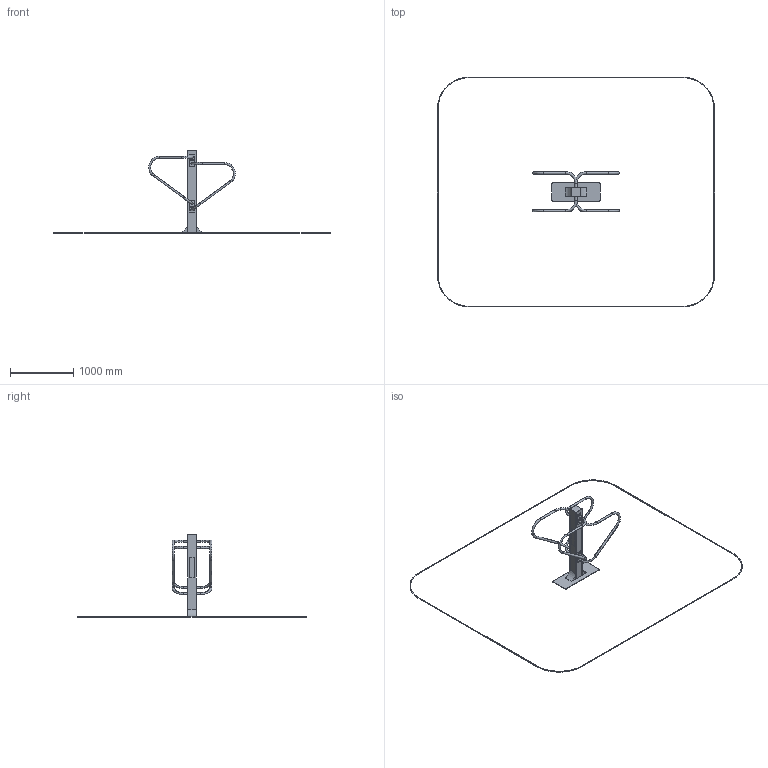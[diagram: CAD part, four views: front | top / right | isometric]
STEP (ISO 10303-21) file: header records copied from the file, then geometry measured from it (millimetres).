
FILE_DESCRIPTION(('STEP AP214'), '1');
FILE_NAME('ÓÒ-37 - Áðóñüÿ äâîéíûå', '', ('UNSPECIFIED'), ('UNSPECIFIED'), 'C3D Converter', 'C3D Toolkit', '');
FILE_SCHEMA(('AUTOMOTIVE_DESIGN { 1 0 10303 214 3 1 1}'));
Length unit declared in the file: millimetre
Products named in the file (28): УТ-37; УТ-37-00.00.00; УТ-37-00.02.00; УТ-37-00.02.01; УТ-37-00.02.05; УТ-37-00.02.02; УТ-37-00.02.03; УТ-37-00.02.04; УТ-37-00.01.00; УТ-37-00.01.01; УТ-37-00.01.02; УТ-37-00.01.00-01; УТ-37-00.01.01-01; УТН-03Г.00.00.01; ФК-УТ-06-2020; ФК-03.03
Assembly tree (46 placements, depth 4):
  УТ-37
    УТ-37-00.00.00
      УТ-37-00.02.00
        УТ-37-00.02.01
        УТ-37-00.02.05
        УТ-37-00.02.02  x2
        УТ-37-00.02.02  x2
        УТ-37-00.02.03
        УТ-37-00.02.03
        УТ-37-00.02.04
      УТ-37-00.01.00  x2
        УТ-37-00.01.01
        УТ-37-00.01.02
      УТ-37-00.01.00-01  x2
        УТ-37-00.01.01-01
        УТ-37-00.01.02
      УТН-03Г.00.00.01
      (unnamed)
      (unnamed)
    ФК-УТ-06-2020
      (unnamed)
        ФК-03.03  x6
        (unnamed)  x2
        (unnamed)  x3
      (unnamed)  x6
        (unnamed)
        (unnamed)
        (unnamed)
Bounding box: 4370 x 3624.4 x 1302 mm (x, y, z)
Volume: 8737783.9 mm3; surface area: 4386362.3 mm2
Topology: 25 solids, 25 shells, 421 faces, 1065 edges, 694 vertices
Faces by surface type: plane 245, cylinder 152, torus 24
Full cylindrical faces by diameter (mm): 28.4 x16, 34 x16
Entity records: 14175 total; most frequent: DIRECTION 1733, CARTESIAN_POINT 1699, ORIENTED_EDGE 1594, EDGE_CURVE 797, LINE 581, VECTOR 581, AXIS2_PLACEMENT_3D 576, VERTEX_POINT 542
